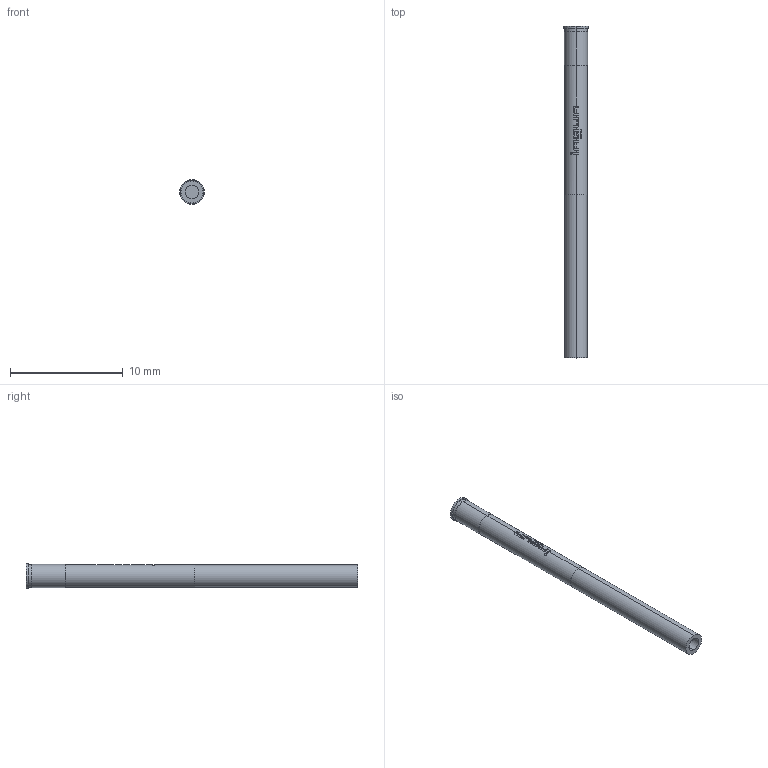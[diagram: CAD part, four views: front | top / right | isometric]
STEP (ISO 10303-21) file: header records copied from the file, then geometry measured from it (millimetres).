
FILE_DESCRIPTION (( 'STEP AP203' ), '1' );
FILE_NAME ('INGUN_KS-215_M1.6-R.STEP', '2022-02-09T05:26:24', ( 'ochi' ), ( '' ), 'SwSTEP 2.0', 'SolidWorks 2018', '' );
FILE_SCHEMA (( 'CONFIG_CONTROL_DESIGN' ));
Length unit declared in the file: millimetre
Products named in the file (1): INGUN_KS-215_M1.6-R
Bounding box: 2.2 x 29.5 x 2.2 mm (x, y, z)
Volume: 89.3 mm3; surface area: 203.3 mm2
Topology: 1 solids, 1 shells, 100 faces, 276 edges, 184 vertices
Faces by surface type: plane 47, cylinder 31, bspline 22
Entity records: 3579 total; most frequent: CARTESIAN_POINT 1081, ORIENTED_EDGE 552, DIRECTION 448, EDGE_CURVE 276, VERTEX_POINT 184, AXIS2_PLACEMENT_3D 179, EDGE_LOOP 106, ADVANCED_FACE 100
